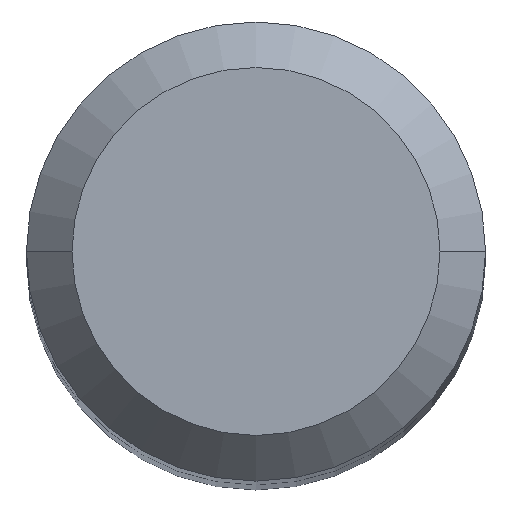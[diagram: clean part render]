
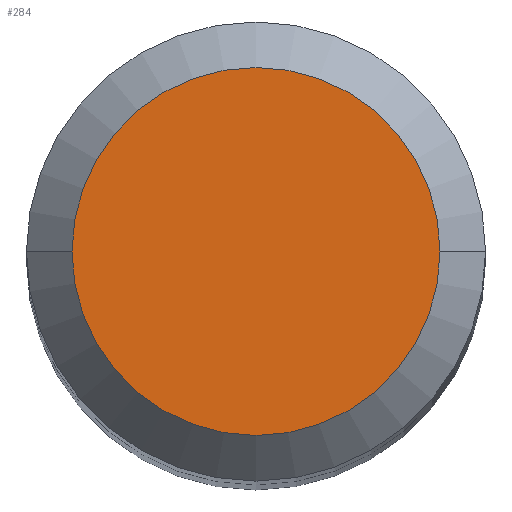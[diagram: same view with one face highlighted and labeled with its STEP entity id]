
A CAD part, top view. The second image highlights one B-rep face of the part: STEP entity #284.
In plain terms, the highlighted planar face has unit normal (0, 0, 1).
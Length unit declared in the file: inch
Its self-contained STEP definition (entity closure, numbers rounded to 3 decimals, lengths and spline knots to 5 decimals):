
#3 = PLANE ( 'NONE',  #130 ) ;
#21 = ORIENTED_EDGE ( 'NONE', *, *, #213, .T. ) ;
#56 = CIRCLE ( 'NONE', #272, 0.12625 ) ;
#61 = VERTEX_POINT ( 'NONE', #235 ) ;
#128 = CARTESIAN_POINT ( 'NONE',  ( -0.12625, 0., 0. ) ) ;
#130 = AXIS2_PLACEMENT_3D ( 'NONE', #244, #212, #335 ) ;
#151 = DIRECTION ( 'NONE',  ( 1., 0., 0. ) ) ;
#154 = CIRCLE ( 'NONE', #274, 0.12625 ) ;
#164 = EDGE_LOOP ( 'NONE', ( #21, #368 ) ) ;
#186 = CARTESIAN_POINT ( 'NONE',  ( 0., 0., 0. ) ) ;
#212 = DIRECTION ( 'NONE',  ( 0., 0., -1. ) ) ;
#213 = EDGE_CURVE ( 'NONE', #337, #61, #56, .T. ) ;
#235 = CARTESIAN_POINT ( 'NONE',  ( 0.12625, 0., 0. ) ) ;
#241 = EDGE_CURVE ( 'NONE', #61, #337, #154, .T. ) ;
#244 = CARTESIAN_POINT ( 'NONE',  ( 0., 0., 0. ) ) ;
#264 = CARTESIAN_POINT ( 'NONE',  ( 0., 0., 0. ) ) ;
#267 = DIRECTION ( 'NONE',  ( 0., 0., 1. ) ) ;
#271 = FACE_OUTER_BOUND ( 'NONE', #164, .T. ) ;
#272 = AXIS2_PLACEMENT_3D ( 'NONE', #264, #267, #362 ) ;
#274 = AXIS2_PLACEMENT_3D ( 'NONE', #186, #310, #151 ) ;
#284 = ADVANCED_FACE ( 'NONE', ( #271 ), #3, .F. ) ;
#310 = DIRECTION ( 'NONE',  ( 0., 0., 1. ) ) ;
#335 = DIRECTION ( 'NONE',  ( -1., 0., 0. ) ) ;
#337 = VERTEX_POINT ( 'NONE', #128 ) ;
#362 = DIRECTION ( 'NONE',  ( 1., 0., 0. ) ) ;
#368 = ORIENTED_EDGE ( 'NONE', *, *, #241, .T. ) ;
